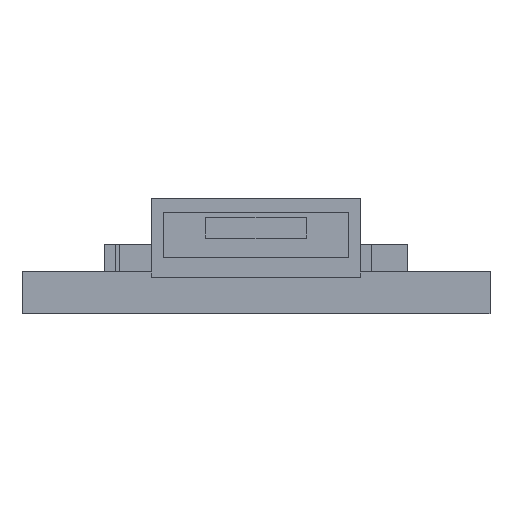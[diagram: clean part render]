
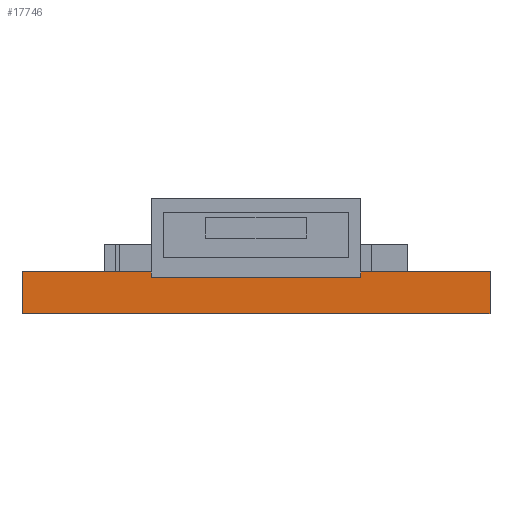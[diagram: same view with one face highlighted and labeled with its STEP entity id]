
A CAD part, left-side view. The second image highlights one B-rep face of the part: STEP entity #17746.
In plain terms, the highlighted planar face has unit normal (-1, 0, 0).
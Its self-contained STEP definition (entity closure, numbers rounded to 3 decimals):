
#76 = VERTEX_POINT ( 'NONE', #15004 ) ;
#745 = CARTESIAN_POINT ( 'NONE',  ( -17.855, 8.89, -1.6 ) ) ;
#799 = CARTESIAN_POINT ( 'NONE',  ( -17.855, -8.89, -1.6 ) ) ;
#1315 = ORIENTED_EDGE ( 'NONE', *, *, #1739, .T. ) ;
#1588 = ORIENTED_EDGE ( 'NONE', *, *, #9622, .F. ) ;
#1739 = EDGE_CURVE ( 'NONE', #16458, #14964, #3928, .T. ) ;
#2065 = CARTESIAN_POINT ( 'NONE',  ( -17.855, 3.975, -0.2 ) ) ;
#2408 = DIRECTION ( 'NONE',  ( 0., 0., 1. ) ) ;
#3251 = CARTESIAN_POINT ( 'NONE',  ( -17.855, 8.89, -1.6 ) ) ;
#3399 = CARTESIAN_POINT ( 'NONE',  ( -17.855, 8.89, 0. ) ) ;
#3766 = CARTESIAN_POINT ( 'NONE',  ( -17.855, 8.89, -1.6 ) ) ;
#3877 = LINE ( 'NONE', #799, #10238 ) ;
#3928 = LINE ( 'NONE', #15567, #17964 ) ;
#3980 = CARTESIAN_POINT ( 'NONE',  ( -17.855, -3.975, -0.2 ) ) ;
#4184 = CARTESIAN_POINT ( 'NONE',  ( -17.855, -8.89, -1.6 ) ) ;
#4348 = VERTEX_POINT ( 'NONE', #8790 ) ;
#4411 = VECTOR ( 'NONE', #16723, 1000. ) ;
#4672 = ORIENTED_EDGE ( 'NONE', *, *, #12524, .F. ) ;
#4673 = AXIS2_PLACEMENT_3D ( 'NONE', #3766, #14973, #17799 ) ;
#4784 = FACE_OUTER_BOUND ( 'NONE', #6111, .T. ) ;
#4974 = CARTESIAN_POINT ( 'NONE',  ( -17.855, -3.975, -0.2 ) ) ;
#5113 = ORIENTED_EDGE ( 'NONE', *, *, #5385, .T. ) ;
#5385 = EDGE_CURVE ( 'NONE', #9472, #76, #6627, .T. ) ;
#5657 = LINE ( 'NONE', #3980, #13774 ) ;
#5882 = VECTOR ( 'NONE', #18013, 1000. ) ;
#6111 = EDGE_LOOP ( 'NONE', ( #5113, #4672, #15108, #1315, #7199, #17024, #1588, #9717 ) ) ;
#6464 = CARTESIAN_POINT ( 'NONE',  ( -17.855, 3.975, -0.2 ) ) ;
#6627 = LINE ( 'NONE', #2065, #11903 ) ;
#6708 = CARTESIAN_POINT ( 'NONE',  ( -17.855, -3.975, -0.2 ) ) ;
#7116 = EDGE_CURVE ( 'NONE', #14964, #4348, #3877, .T. ) ;
#7126 = VERTEX_POINT ( 'NONE', #4974 ) ;
#7199 = ORIENTED_EDGE ( 'NONE', *, *, #7116, .T. ) ;
#8117 = LINE ( 'NONE', #13896, #4411 ) ;
#8790 = CARTESIAN_POINT ( 'NONE',  ( -17.855, -8.89, 0. ) ) ;
#9472 = VERTEX_POINT ( 'NONE', #6464 ) ;
#9568 = EDGE_CURVE ( 'NONE', #7126, #9472, #5657, .T. ) ;
#9622 = EDGE_CURVE ( 'NONE', #7126, #11263, #12681, .T. ) ;
#9717 = ORIENTED_EDGE ( 'NONE', *, *, #9568, .T. ) ;
#10238 = VECTOR ( 'NONE', #2408, 1000. ) ;
#10795 = VERTEX_POINT ( 'NONE', #14866 ) ;
#11263 = VERTEX_POINT ( 'NONE', #15708 ) ;
#11466 = EDGE_CURVE ( 'NONE', #16458, #10795, #15526, .T. ) ;
#11503 = VECTOR ( 'NONE', #13191, 1000. ) ;
#11903 = VECTOR ( 'NONE', #17382, 1000. ) ;
#12524 = EDGE_CURVE ( 'NONE', #10795, #76, #15216, .T. ) ;
#12681 = LINE ( 'NONE', #6708, #5882 ) ;
#13191 = DIRECTION ( 'NONE',  ( 0., -1., 0. ) ) ;
#13683 = EDGE_CURVE ( 'NONE', #11263, #4348, #8117, .T. ) ;
#13774 = VECTOR ( 'NONE', #16599, 1000. ) ;
#13896 = CARTESIAN_POINT ( 'NONE',  ( -17.855, 8.89, 0. ) ) ;
#14866 = CARTESIAN_POINT ( 'NONE',  ( -17.855, 8.89, 0. ) ) ;
#14964 = VERTEX_POINT ( 'NONE', #4184 ) ;
#14973 = DIRECTION ( 'NONE',  ( -1., 0., 0. ) ) ;
#15004 = CARTESIAN_POINT ( 'NONE',  ( -17.855, 3.975, 0. ) ) ;
#15108 = ORIENTED_EDGE ( 'NONE', *, *, #11466, .F. ) ;
#15216 = LINE ( 'NONE', #3399, #11503 ) ;
#15526 = LINE ( 'NONE', #3251, #17036 ) ;
#15567 = CARTESIAN_POINT ( 'NONE',  ( -17.855, 8.89, -1.6 ) ) ;
#15708 = CARTESIAN_POINT ( 'NONE',  ( -17.855, -3.975, 0. ) ) ;
#16258 = PLANE ( 'NONE',  #4673 ) ;
#16458 = VERTEX_POINT ( 'NONE', #745 ) ;
#16599 = DIRECTION ( 'NONE',  ( 0., 1., 0. ) ) ;
#16723 = DIRECTION ( 'NONE',  ( 0., -1., 0. ) ) ;
#17024 = ORIENTED_EDGE ( 'NONE', *, *, #13683, .F. ) ;
#17036 = VECTOR ( 'NONE', #17662, 1000. ) ;
#17382 = DIRECTION ( 'NONE',  ( 0., 0., 1. ) ) ;
#17662 = DIRECTION ( 'NONE',  ( 0., 0., 1. ) ) ;
#17746 = ADVANCED_FACE ( 'NONE', ( #4784 ), #16258, .T. ) ;
#17799 = DIRECTION ( 'NONE',  ( 0., -1., 0. ) ) ;
#17964 = VECTOR ( 'NONE', #18133, 1000. ) ;
#18013 = DIRECTION ( 'NONE',  ( 0., 0., 1. ) ) ;
#18133 = DIRECTION ( 'NONE',  ( 0., -1., 0. ) ) ;
